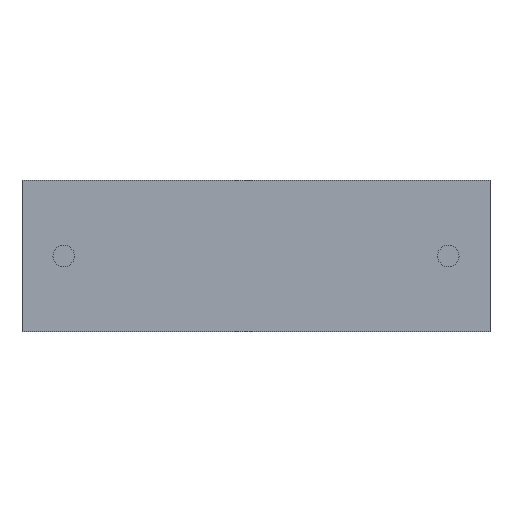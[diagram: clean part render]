
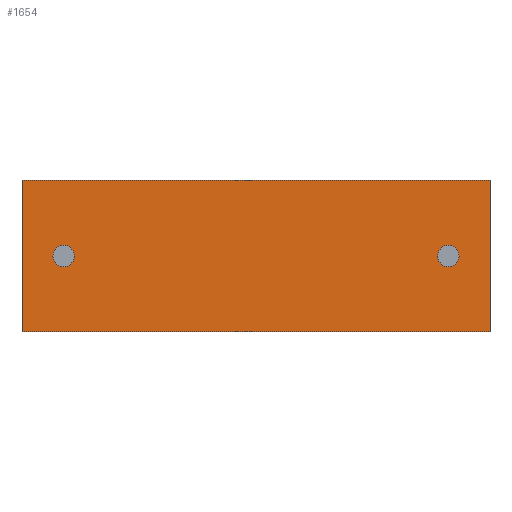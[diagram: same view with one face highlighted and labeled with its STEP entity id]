
A CAD part, front view. The second image highlights one B-rep face of the part: STEP entity #1654.
In plain terms, the highlighted planar face has unit normal (0, -1, 0).
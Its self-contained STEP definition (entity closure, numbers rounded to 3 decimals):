
#30 = PLANE ( 'NONE',  #1749 ) ;
#44 = DIRECTION ( 'NONE',  ( 0., 1., 0. ) ) ;
#88 = CARTESIAN_POINT ( 'NONE',  ( 1.65, 0., 3. ) ) ;
#173 = CIRCLE ( 'NONE', #531, 0.425 ) ;
#194 = ORIENTED_EDGE ( 'NONE', *, *, #790, .T. ) ;
#201 = CARTESIAN_POINT ( 'NONE',  ( 0., 0., 0. ) ) ;
#224 = FACE_BOUND ( 'NONE', #523, .T. ) ;
#257 = ORIENTED_EDGE ( 'NONE', *, *, #797, .F. ) ;
#259 = DIRECTION ( 'NONE',  ( 0., 1., 0. ) ) ;
#316 = DIRECTION ( 'NONE',  ( 0., 0., -1. ) ) ;
#322 = VECTOR ( 'NONE', #316, 1000. ) ;
#342 = DIRECTION ( 'NONE',  ( 1., 0., 0. ) ) ;
#350 = AXIS2_PLACEMENT_3D ( 'NONE', #1562, #1604, #436 ) ;
#385 = CARTESIAN_POINT ( 'NONE',  ( 16.85, 0., 3.425 ) ) ;
#396 = EDGE_CURVE ( 'NONE', #1017, #426, #1739, .T. ) ;
#406 = AXIS2_PLACEMENT_3D ( 'NONE', #88, #1437, #2363 ) ;
#426 = VERTEX_POINT ( 'NONE', #1776 ) ;
#436 = DIRECTION ( 'NONE',  ( 0., 0., 1. ) ) ;
#523 = EDGE_LOOP ( 'NONE', ( #1647, #194 ) ) ;
#531 = AXIS2_PLACEMENT_3D ( 'NONE', #1058, #259, #1671 ) ;
#596 = CARTESIAN_POINT ( 'NONE',  ( 0., 0., 0. ) ) ;
#678 = CARTESIAN_POINT ( 'NONE',  ( 18.5, 0., 0. ) ) ;
#679 = EDGE_LOOP ( 'NONE', ( #1771, #1518, #257, #1889 ) ) ;
#757 = EDGE_CURVE ( 'NONE', #1601, #1926, #2035, .T. ) ;
#790 = EDGE_CURVE ( 'NONE', #1926, #1601, #173, .T. ) ;
#797 = EDGE_CURVE ( 'NONE', #2115, #1769, #1303, .T. ) ;
#826 = CARTESIAN_POINT ( 'NONE',  ( 18.5, 0., 6. ) ) ;
#1017 = VERTEX_POINT ( 'NONE', #1950 ) ;
#1058 = CARTESIAN_POINT ( 'NONE',  ( 16.85, 0., 3. ) ) ;
#1154 = VERTEX_POINT ( 'NONE', #678 ) ;
#1155 = DIRECTION ( 'NONE',  ( 1., 0., 0. ) ) ;
#1171 = LINE ( 'NONE', #596, #2068 ) ;
#1200 = CIRCLE ( 'NONE', #406, 0.425 ) ;
#1237 = CARTESIAN_POINT ( 'NONE',  ( 16.85, 0., 3. ) ) ;
#1303 = LINE ( 'NONE', #1827, #1922 ) ;
#1316 = CARTESIAN_POINT ( 'NONE',  ( 18.5, 0., 6. ) ) ;
#1424 = DIRECTION ( 'NONE',  ( 0., 0., -1. ) ) ;
#1437 = DIRECTION ( 'NONE',  ( 0., -1., 0. ) ) ;
#1497 = DIRECTION ( 'NONE',  ( 0., 0., -1. ) ) ;
#1518 = ORIENTED_EDGE ( 'NONE', *, *, #1910, .F. ) ;
#1539 = EDGE_CURVE ( 'NONE', #2115, #2241, #1677, .T. ) ;
#1548 = DIRECTION ( 'NONE',  ( 0., 0., 1. ) ) ;
#1562 = CARTESIAN_POINT ( 'NONE',  ( 1.65, 0., 3. ) ) ;
#1601 = VERTEX_POINT ( 'NONE', #385 ) ;
#1604 = DIRECTION ( 'NONE',  ( 0., -1., 0. ) ) ;
#1647 = ORIENTED_EDGE ( 'NONE', *, *, #757, .T. ) ;
#1654 = ADVANCED_FACE ( 'NONE', ( #224, #1760, #2152 ), #30, .F. ) ;
#1668 = EDGE_CURVE ( 'NONE', #2241, #1154, #1171, .T. ) ;
#1671 = DIRECTION ( 'NONE',  ( 0., 0., -1. ) ) ;
#1677 = LINE ( 'NONE', #2255, #1980 ) ;
#1686 = ORIENTED_EDGE ( 'NONE', *, *, #396, .F. ) ;
#1739 = CIRCLE ( 'NONE', #350, 0.425 ) ;
#1749 = AXIS2_PLACEMENT_3D ( 'NONE', #2102, #44, #1548 ) ;
#1760 = FACE_OUTER_BOUND ( 'NONE', #679, .T. ) ;
#1769 = VERTEX_POINT ( 'NONE', #826 ) ;
#1771 = ORIENTED_EDGE ( 'NONE', *, *, #1668, .T. ) ;
#1776 = CARTESIAN_POINT ( 'NONE',  ( 1.65, 0., 3.425 ) ) ;
#1827 = CARTESIAN_POINT ( 'NONE',  ( 0., 0., 6. ) ) ;
#1841 = CARTESIAN_POINT ( 'NONE',  ( 0., 0., 6. ) ) ;
#1889 = ORIENTED_EDGE ( 'NONE', *, *, #1539, .T. ) ;
#1910 = EDGE_CURVE ( 'NONE', #1769, #1154, #2223, .T. ) ;
#1922 = VECTOR ( 'NONE', #342, 1000. ) ;
#1926 = VERTEX_POINT ( 'NONE', #2262 ) ;
#1950 = CARTESIAN_POINT ( 'NONE',  ( 1.65, 0., 2.575 ) ) ;
#1980 = VECTOR ( 'NONE', #1497, 1000. ) ;
#2024 = EDGE_CURVE ( 'NONE', #426, #1017, #1200, .T. ) ;
#2035 = CIRCLE ( 'NONE', #2367, 0.425 ) ;
#2068 = VECTOR ( 'NONE', #1155, 1000. ) ;
#2086 = EDGE_LOOP ( 'NONE', ( #2111, #1686 ) ) ;
#2102 = CARTESIAN_POINT ( 'NONE',  ( 0., 0., 6. ) ) ;
#2111 = ORIENTED_EDGE ( 'NONE', *, *, #2024, .F. ) ;
#2115 = VERTEX_POINT ( 'NONE', #1841 ) ;
#2149 = DIRECTION ( 'NONE',  ( 0., 1., 0. ) ) ;
#2152 = FACE_BOUND ( 'NONE', #2086, .T. ) ;
#2223 = LINE ( 'NONE', #1316, #322 ) ;
#2241 = VERTEX_POINT ( 'NONE', #201 ) ;
#2255 = CARTESIAN_POINT ( 'NONE',  ( 0., 0., 6. ) ) ;
#2262 = CARTESIAN_POINT ( 'NONE',  ( 16.85, 0., 2.575 ) ) ;
#2363 = DIRECTION ( 'NONE',  ( 0., 0., 1. ) ) ;
#2367 = AXIS2_PLACEMENT_3D ( 'NONE', #1237, #2149, #1424 ) ;
